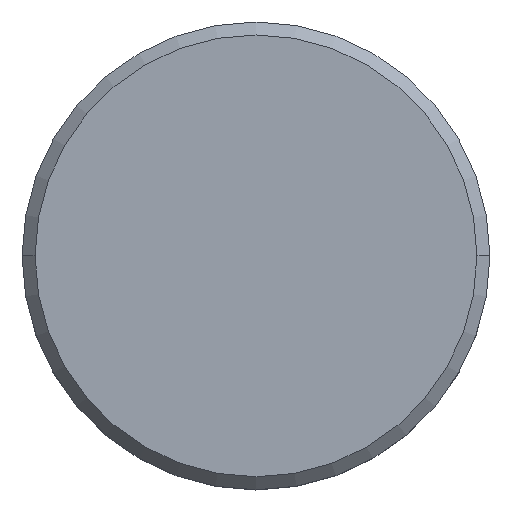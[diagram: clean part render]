
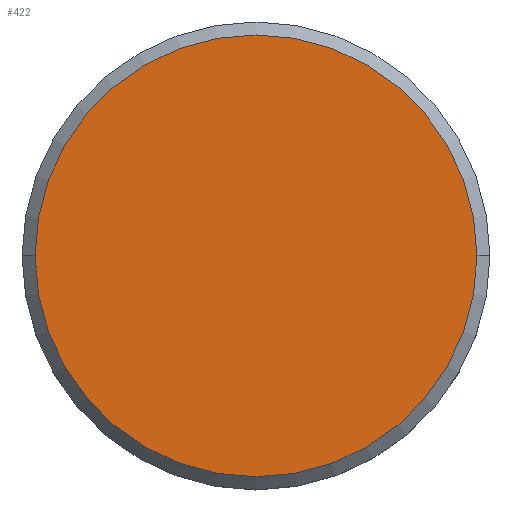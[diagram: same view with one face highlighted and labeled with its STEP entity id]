
A CAD part, top view. The second image highlights one B-rep face of the part: STEP entity #422.
In plain terms, the highlighted planar face has unit normal (0, 0, 1).
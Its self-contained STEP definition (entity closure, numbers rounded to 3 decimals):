
#3 = DIRECTION ( 'NONE',  ( 1., 0., 0. ) ) ;
#56 = DIRECTION ( 'NONE',  ( 0., 0., 1. ) ) ;
#88 = DIRECTION ( 'NONE',  ( 1., 0., 0. ) ) ;
#91 = FACE_OUTER_BOUND ( 'NONE', #209, .T. ) ;
#143 = EDGE_CURVE ( 'NONE', #199, #543, #321, .T. ) ;
#164 = EDGE_CURVE ( 'NONE', #543, #199, #595, .T. ) ;
#199 = VERTEX_POINT ( 'NONE', #329 ) ;
#209 = EDGE_LOOP ( 'NONE', ( #494, #455 ) ) ;
#275 = DIRECTION ( 'NONE',  ( 0., 0., 1. ) ) ;
#282 = AXIS2_PLACEMENT_3D ( 'NONE', #336, #275, #380 ) ;
#313 = AXIS2_PLACEMENT_3D ( 'NONE', #463, #317, #88 ) ;
#317 = DIRECTION ( 'NONE',  ( 0., 0., 1. ) ) ;
#321 = CIRCLE ( 'NONE', #282, 8.5 ) ;
#329 = CARTESIAN_POINT ( 'NONE',  ( -8.5, 0., 0. ) ) ;
#336 = CARTESIAN_POINT ( 'NONE',  ( 0., 0., 0. ) ) ;
#380 = DIRECTION ( 'NONE',  ( 1., 0., 0. ) ) ;
#396 = CARTESIAN_POINT ( 'NONE',  ( 8.5, 0., 0. ) ) ;
#422 = ADVANCED_FACE ( 'NONE', ( #91 ), #465, .T. ) ;
#455 = ORIENTED_EDGE ( 'NONE', *, *, #164, .T. ) ;
#463 = CARTESIAN_POINT ( 'NONE',  ( 0., 0., 0. ) ) ;
#464 = CARTESIAN_POINT ( 'NONE',  ( 0., 0., 0. ) ) ;
#465 = PLANE ( 'NONE',  #313 ) ;
#494 = ORIENTED_EDGE ( 'NONE', *, *, #143, .T. ) ;
#543 = VERTEX_POINT ( 'NONE', #396 ) ;
#577 = AXIS2_PLACEMENT_3D ( 'NONE', #464, #56, #3 ) ;
#595 = CIRCLE ( 'NONE', #577, 8.5 ) ;
